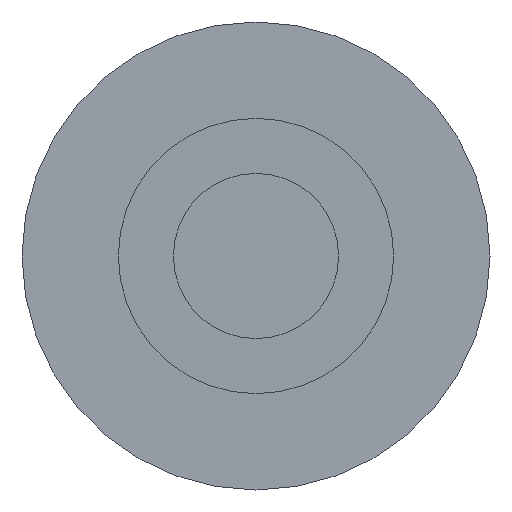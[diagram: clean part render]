
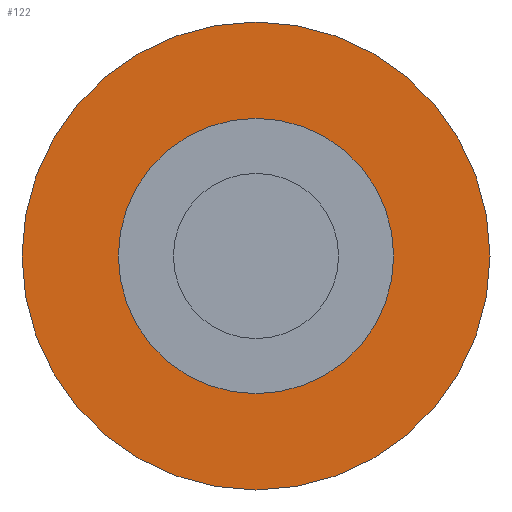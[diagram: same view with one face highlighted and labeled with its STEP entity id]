
A CAD part, left-side view. The second image highlights one B-rep face of the part: STEP entity #122.
In plain terms, the highlighted planar face has unit normal (-1, 0, 0).
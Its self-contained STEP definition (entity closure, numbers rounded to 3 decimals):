
#30 = CARTESIAN_POINT ( 'NONE',  ( -12.168, 20.132, 0. ) ) ;
#35 = CIRCLE ( 'NONE', #374, 17. ) ;
#51 = EDGE_LOOP ( 'NONE', ( #136, #213 ) ) ;
#52 = FACE_BOUND ( 'NONE', #51, .T. ) ;
#62 = DIRECTION ( 'NONE',  ( 0., 0., 1. ) ) ;
#72 = AXIS2_PLACEMENT_3D ( 'NONE', #30, #451, #62 ) ;
#73 = CARTESIAN_POINT ( 'NONE',  ( -12.168, 0., 0. ) ) ;
#82 = DIRECTION ( 'NONE',  ( 0., 0., 1. ) ) ;
#91 = AXIS2_PLACEMENT_3D ( 'NONE', #145, #373, #332 ) ;
#106 = DIRECTION ( 'NONE',  ( 0., 0., -1. ) ) ;
#114 = CARTESIAN_POINT ( 'NONE',  ( -12.168, 20.132, 0. ) ) ;
#115 = DIRECTION ( 'NONE',  ( 0., 0., 1. ) ) ;
#122 = ADVANCED_FACE ( 'NONE', ( #52, #394 ), #142, .F. ) ;
#133 = EDGE_CURVE ( 'NONE', #247, #399, #219, .T. ) ;
#134 = EDGE_LOOP ( 'NONE', ( #401, #309 ) ) ;
#136 = ORIENTED_EDGE ( 'NONE', *, *, #279, .F. ) ;
#142 = PLANE ( 'NONE',  #448 ) ;
#145 = CARTESIAN_POINT ( 'NONE',  ( -12.168, 20.132, 0. ) ) ;
#149 = CARTESIAN_POINT ( 'NONE',  ( -12.168, 20.132, -10. ) ) ;
#169 = VERTEX_POINT ( 'NONE', #483 ) ;
#175 = CIRCLE ( 'NONE', #306, 10. ) ;
#177 = CARTESIAN_POINT ( 'NONE',  ( -12.168, 20.132, 0. ) ) ;
#213 = ORIENTED_EDGE ( 'NONE', *, *, #133, .F. ) ;
#219 = CIRCLE ( 'NONE', #91, 10. ) ;
#247 = VERTEX_POINT ( 'NONE', #149 ) ;
#251 = DIRECTION ( 'NONE',  ( -1., 0., 0. ) ) ;
#265 = CARTESIAN_POINT ( 'NONE',  ( -12.168, 20.132, -17. ) ) ;
#267 = EDGE_CURVE ( 'NONE', #358, #169, #459, .T. ) ;
#279 = EDGE_CURVE ( 'NONE', #399, #247, #175, .T. ) ;
#306 = AXIS2_PLACEMENT_3D ( 'NONE', #177, #251, #82 ) ;
#309 = ORIENTED_EDGE ( 'NONE', *, *, #267, .T. ) ;
#331 = EDGE_CURVE ( 'NONE', #169, #358, #35, .T. ) ;
#332 = DIRECTION ( 'NONE',  ( 0., 0., 1. ) ) ;
#358 = VERTEX_POINT ( 'NONE', #265 ) ;
#373 = DIRECTION ( 'NONE',  ( -1., 0., 0. ) ) ;
#374 = AXIS2_PLACEMENT_3D ( 'NONE', #114, #454, #115 ) ;
#390 = CARTESIAN_POINT ( 'NONE',  ( -12.168, 20.132, 10. ) ) ;
#394 = FACE_OUTER_BOUND ( 'NONE', #134, .T. ) ;
#399 = VERTEX_POINT ( 'NONE', #390 ) ;
#401 = ORIENTED_EDGE ( 'NONE', *, *, #331, .T. ) ;
#447 = DIRECTION ( 'NONE',  ( 1., 0., 0. ) ) ;
#448 = AXIS2_PLACEMENT_3D ( 'NONE', #73, #447, #106 ) ;
#451 = DIRECTION ( 'NONE',  ( -1., 0., 0. ) ) ;
#454 = DIRECTION ( 'NONE',  ( -1., 0., 0. ) ) ;
#459 = CIRCLE ( 'NONE', #72, 17. ) ;
#483 = CARTESIAN_POINT ( 'NONE',  ( -12.168, 20.132, 17. ) ) ;
